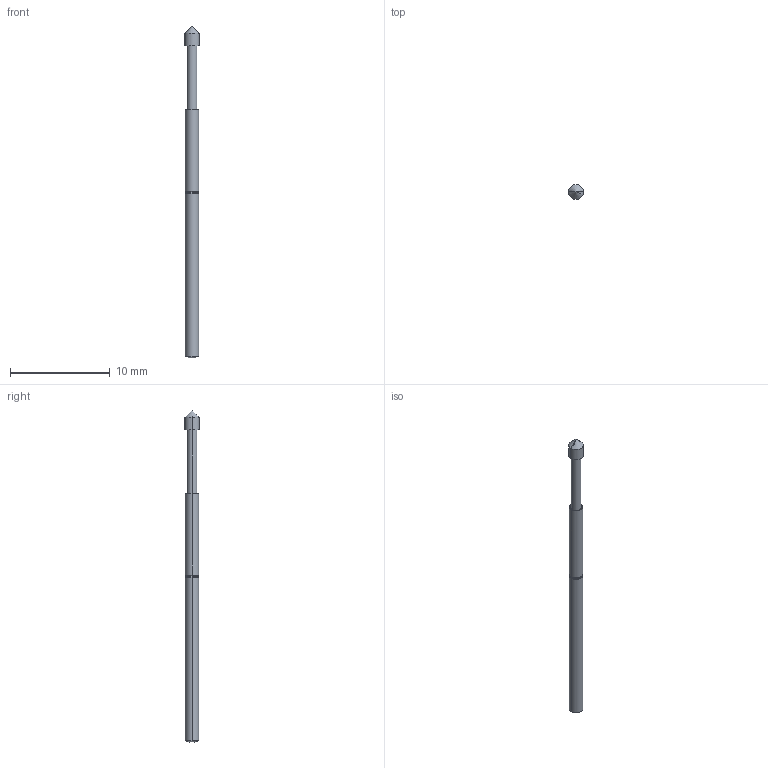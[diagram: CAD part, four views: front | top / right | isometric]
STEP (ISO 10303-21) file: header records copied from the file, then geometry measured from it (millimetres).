
FILE_DESCRIPTION (( 'STEP AP214' ), '1' );
FILE_NAME ('User Library-P100-E2.STEP', '2023-09-13T19:45:04', ( '' ), ( '' ), 'SwSTEP 2.0', 'SolidWorks 2022', '' );
FILE_SCHEMA (( 'AUTOMOTIVE_DESIGN' ));
Length unit declared in the file: millimetre
Products named in the file (4): Pogo_E2; User Library-P100-E2; Pogo_Base; Pogo_Vastago
Assembly tree (3 placements, depth 2):
  User Library-P100-E2
    Pogo_Base
    Pogo_E2
    Pogo_Vastago
Bounding box: 1.5 x 1.5 x 33.31 mm (x, y, z)
Volume: 18.3 mm3; surface area: 239.2 mm2
Topology: 3 solids, 3 shells, 40 faces, 76 edges, 41 vertices
Faces by surface type: bspline 14, cylinder 12, cone 10, plane 4
Entity records: 1738 total; most frequent: CARTESIAN_POINT 371, DIRECTION 190, ORIENTED_EDGE 148, AXIS2_PLACEMENT_3D 84, EDGE_CURVE 74, CIRCLE 52, UNCERTAINTY_MEASURE_WITH_UNIT 50, FILL_AREA_STYLE 46
